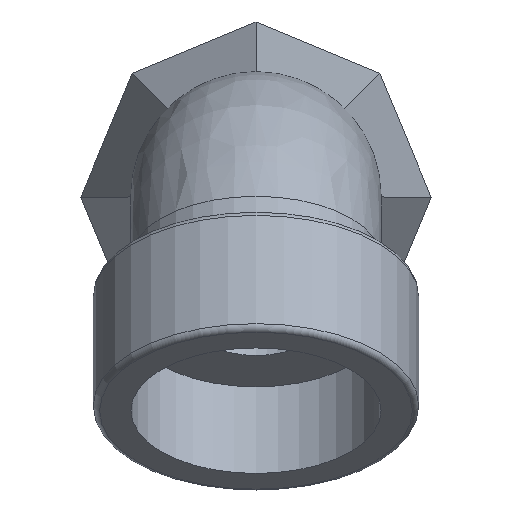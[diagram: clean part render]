
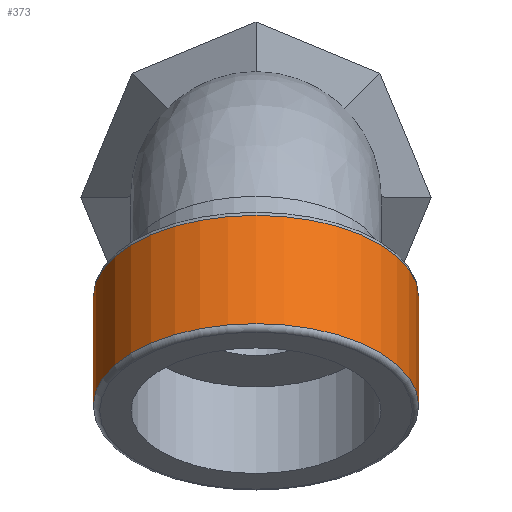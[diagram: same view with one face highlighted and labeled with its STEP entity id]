
A CAD part, top view. The second image highlights one B-rep face of the part: STEP entity #373.
In plain terms, the highlighted cylindrical face has radius 13 mm (diameter 26 mm), a full revolution.
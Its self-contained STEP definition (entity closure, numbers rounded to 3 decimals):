
#16=LINE('',#591,#46);
#46=VECTOR('',#473,13.);
#76=CYLINDRICAL_SURFACE('',#416,13.);
#92=FACE_OUTER_BOUND('',#116,.T.);
#116=EDGE_LOOP('',(#259,#260,#261,#262,#263,#264));
#145=CIRCLE('',#414,13.);
#146=CIRCLE('',#415,13.);
#147=CIRCLE('',#417,13.);
#148=CIRCLE('',#418,13.);
#167=VERTEX_POINT('',#584);
#168=VERTEX_POINT('',#586);
#169=VERTEX_POINT('',#590);
#170=VERTEX_POINT('',#592);
#203=EDGE_CURVE('',#167,#168,#145,.T.);
#204=EDGE_CURVE('',#168,#167,#146,.T.);
#205=EDGE_CURVE('',#168,#169,#16,.T.);
#206=EDGE_CURVE('',#170,#169,#147,.T.);
#207=EDGE_CURVE('',#169,#170,#148,.T.);
#259=ORIENTED_EDGE('',*,*,#204,.F.);
#260=ORIENTED_EDGE('',*,*,#205,.T.);
#261=ORIENTED_EDGE('',*,*,#206,.F.);
#262=ORIENTED_EDGE('',*,*,#207,.F.);
#263=ORIENTED_EDGE('',*,*,#205,.F.);
#264=ORIENTED_EDGE('',*,*,#203,.F.);
#373=ADVANCED_FACE('',(#92),#76,.T.);
#414=AXIS2_PLACEMENT_3D('',#587,#467,#468);
#415=AXIS2_PLACEMENT_3D('',#588,#469,#470);
#416=AXIS2_PLACEMENT_3D('',#589,#471,#472);
#417=AXIS2_PLACEMENT_3D('',#593,#474,#475);
#418=AXIS2_PLACEMENT_3D('',#594,#476,#477);
#467=DIRECTION('center_axis',(0.,-0.866,0.5));
#468=DIRECTION('ref_axis',(1.,0.,0.));
#469=DIRECTION('center_axis',(0.,-0.866,0.5));
#470=DIRECTION('ref_axis',(1.,0.,0.));
#471=DIRECTION('center_axis',(0.,-0.866,0.5));
#472=DIRECTION('ref_axis',(1.,0.,0.));
#473=DIRECTION('',(0.,0.866,-0.5));
#474=DIRECTION('center_axis',(0.,0.866,-0.5));
#475=DIRECTION('ref_axis',(1.,0.,0.));
#476=DIRECTION('center_axis',(0.,0.866,-0.5));
#477=DIRECTION('ref_axis',(1.,0.,0.));
#584=CARTESIAN_POINT('',(0.,-10.191,178.669));
#586=CARTESIAN_POINT('',(-13.,-16.691,167.41));
#587=CARTESIAN_POINT('Origin',(0.,-16.691,167.41));
#588=CARTESIAN_POINT('Origin',(0.,-16.691,167.41));
#589=CARTESIAN_POINT('Origin',(0.,-7.598,162.16));
#590=CARTESIAN_POINT('',(-13.,-8.031,162.41));
#591=CARTESIAN_POINT('',(-13.,-7.598,162.16));
#592=CARTESIAN_POINT('',(0.,-1.531,173.669));
#593=CARTESIAN_POINT('Origin',(0.,-8.031,162.41));
#594=CARTESIAN_POINT('Origin',(0.,-8.031,162.41));
